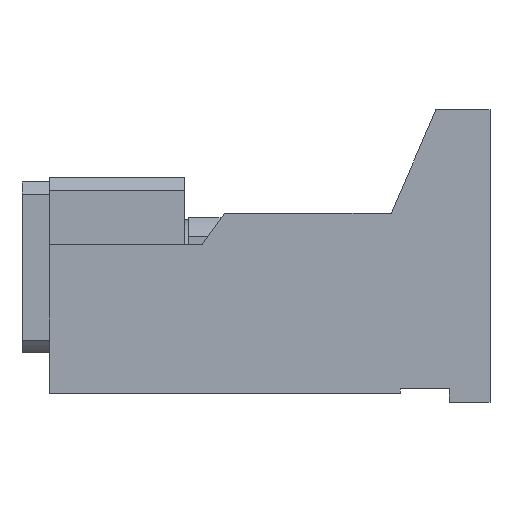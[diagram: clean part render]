
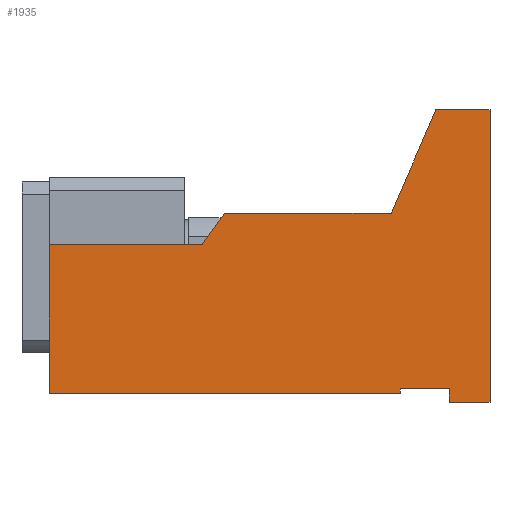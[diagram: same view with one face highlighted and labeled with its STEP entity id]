
A CAD part, front view. The second image highlights one B-rep face of the part: STEP entity #1935.
In plain terms, the highlighted planar face has unit normal (0, -1, 0).
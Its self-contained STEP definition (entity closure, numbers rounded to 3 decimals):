
#1615=CARTESIAN_POINT('Vertex',(6.09,-35.,35.)) ;
#1618=CARTESIAN_POINT('Line Origine',(6.09,-35.,2.5)) ;
#1622=CARTESIAN_POINT('Vertex',(6.09,-35.,-30.)) ;
#1831=CARTESIAN_POINT('Vertex',(-5.91,-35.,35.)) ;
#1834=CARTESIAN_POINT('Line Origine',(0.09,-35.,35.)) ;
#1848=CARTESIAN_POINT('Axis2P3D Location',(-95.91,-35.,5.)) ;
#1853=CARTESIAN_POINT('Line Origine',(-10.894,-35.,23.5)) ;
#1857=CARTESIAN_POINT('Vertex',(-15.877,-35.,12.)) ;
#1860=CARTESIAN_POINT('Line Origine',(-34.394,-35.,12.)) ;
#1864=CARTESIAN_POINT('Vertex',(-52.91,-35.,12.)) ;
#1867=CARTESIAN_POINT('Line Origine',(-55.41,-35.,8.5)) ;
#1871=CARTESIAN_POINT('Vertex',(-57.91,-35.,5.)) ;
#1874=CARTESIAN_POINT('Line Origine',(-74.91,-35.,5.)) ;
#1878=CARTESIAN_POINT('Vertex',(-91.91,-35.,5.)) ;
#1881=CARTESIAN_POINT('Line Origine',(-91.91,-35.,-11.5)) ;
#1885=CARTESIAN_POINT('Vertex',(-91.91,-35.,-28.)) ;
#1888=CARTESIAN_POINT('Line Origine',(-52.91,-35.,-28.)) ;
#1892=CARTESIAN_POINT('Vertex',(-13.91,-35.,-28.)) ;
#1895=CARTESIAN_POINT('Line Origine',(-13.91,-35.,-27.5)) ;
#1899=CARTESIAN_POINT('Vertex',(-13.91,-35.,-27.)) ;
#1902=CARTESIAN_POINT('Line Origine',(-8.41,-35.,-27.)) ;
#1906=CARTESIAN_POINT('Vertex',(-2.91,-35.,-27.)) ;
#1909=CARTESIAN_POINT('Line Origine',(-2.91,-35.,-28.5)) ;
#1913=CARTESIAN_POINT('Vertex',(-2.91,-35.,-30.)) ;
#1916=CARTESIAN_POINT('Line Origine',(1.59,-35.,-30.)) ;
#1619=DIRECTION('Vector Direction',(0.,0.,-1.)) ;
#1835=DIRECTION('Vector Direction',(-1.,0.,0.)) ;
#1849=DIRECTION('Axis2P3D Direction',(0.,-1.,0.)) ;
#1850=DIRECTION('Axis2P3D XDirection',(0.,0.,-1.)) ;
#1854=DIRECTION('Vector Direction',(-0.398,0.,-0.918)) ;
#1861=DIRECTION('Vector Direction',(1.,0.,0.)) ;
#1868=DIRECTION('Vector Direction',(-0.581,0.,-0.814)) ;
#1875=DIRECTION('Vector Direction',(1.,0.,0.)) ;
#1882=DIRECTION('Vector Direction',(0.,0.,-1.)) ;
#1889=DIRECTION('Vector Direction',(1.,0.,0.)) ;
#1896=DIRECTION('Vector Direction',(0.,0.,1.)) ;
#1903=DIRECTION('Vector Direction',(1.,0.,0.)) ;
#1910=DIRECTION('Vector Direction',(0.,0.,1.)) ;
#1917=DIRECTION('Vector Direction',(-1.,0.,0.)) ;
#1851=AXIS2_PLACEMENT_3D('Plane Axis2P3D',#1848,#1849,#1850) ;
#1922=ORIENTED_EDGE('',*,*,#1624,.F.) ;
#1923=ORIENTED_EDGE('',*,*,#1838,.T.) ;
#1924=ORIENTED_EDGE('',*,*,#1859,.T.) ;
#1925=ORIENTED_EDGE('',*,*,#1866,.F.) ;
#1926=ORIENTED_EDGE('',*,*,#1873,.T.) ;
#1927=ORIENTED_EDGE('',*,*,#1880,.F.) ;
#1928=ORIENTED_EDGE('',*,*,#1887,.T.) ;
#1929=ORIENTED_EDGE('',*,*,#1894,.T.) ;
#1930=ORIENTED_EDGE('',*,*,#1901,.T.) ;
#1931=ORIENTED_EDGE('',*,*,#1908,.T.) ;
#1932=ORIENTED_EDGE('',*,*,#1915,.F.) ;
#1933=ORIENTED_EDGE('',*,*,#1920,.F.) ;
#1620=VECTOR('Line Direction',#1619,1.) ;
#1836=VECTOR('Line Direction',#1835,1.) ;
#1855=VECTOR('Line Direction',#1854,1.) ;
#1862=VECTOR('Line Direction',#1861,1.) ;
#1869=VECTOR('Line Direction',#1868,1.) ;
#1876=VECTOR('Line Direction',#1875,1.) ;
#1883=VECTOR('Line Direction',#1882,1.) ;
#1890=VECTOR('Line Direction',#1889,1.) ;
#1897=VECTOR('Line Direction',#1896,1.) ;
#1904=VECTOR('Line Direction',#1903,1.) ;
#1911=VECTOR('Line Direction',#1910,1.) ;
#1918=VECTOR('Line Direction',#1917,1.) ;
#1935=ADVANCED_FACE('\X2\96F64EF651E04F554F53\X0\',(#1934),#1852,.T.) ;
#1624=EDGE_CURVE('',#1616,#1623,#1621,.T.) ;
#1838=EDGE_CURVE('',#1616,#1832,#1837,.T.) ;
#1859=EDGE_CURVE('',#1832,#1858,#1856,.T.) ;
#1866=EDGE_CURVE('',#1865,#1858,#1863,.T.) ;
#1873=EDGE_CURVE('',#1865,#1872,#1870,.T.) ;
#1880=EDGE_CURVE('',#1879,#1872,#1877,.T.) ;
#1887=EDGE_CURVE('',#1879,#1886,#1884,.T.) ;
#1894=EDGE_CURVE('',#1886,#1893,#1891,.T.) ;
#1901=EDGE_CURVE('',#1893,#1900,#1898,.T.) ;
#1908=EDGE_CURVE('',#1900,#1907,#1905,.T.) ;
#1915=EDGE_CURVE('',#1914,#1907,#1912,.T.) ;
#1920=EDGE_CURVE('',#1623,#1914,#1919,.T.) ;
#1921=EDGE_LOOP('',(#1922,#1923,#1924,#1925,#1926,#1927,#1928,#1929,#1930,#1931,#1932,#1933)) ;
#1934=FACE_OUTER_BOUND('',#1921,.T.) ;
#1621=LINE('Line',#1618,#1620) ;
#1837=LINE('Line',#1834,#1836) ;
#1856=LINE('Line',#1853,#1855) ;
#1863=LINE('Line',#1860,#1862) ;
#1870=LINE('Line',#1867,#1869) ;
#1877=LINE('Line',#1874,#1876) ;
#1884=LINE('Line',#1881,#1883) ;
#1891=LINE('Line',#1888,#1890) ;
#1898=LINE('Line',#1895,#1897) ;
#1905=LINE('Line',#1902,#1904) ;
#1912=LINE('Line',#1909,#1911) ;
#1919=LINE('Line',#1916,#1918) ;
#1852=PLANE('Plane',#1851) ;
#1616=VERTEX_POINT('',#1615) ;
#1623=VERTEX_POINT('',#1622) ;
#1832=VERTEX_POINT('',#1831) ;
#1858=VERTEX_POINT('',#1857) ;
#1865=VERTEX_POINT('',#1864) ;
#1872=VERTEX_POINT('',#1871) ;
#1879=VERTEX_POINT('',#1878) ;
#1886=VERTEX_POINT('',#1885) ;
#1893=VERTEX_POINT('',#1892) ;
#1900=VERTEX_POINT('',#1899) ;
#1907=VERTEX_POINT('',#1906) ;
#1914=VERTEX_POINT('',#1913) ;
